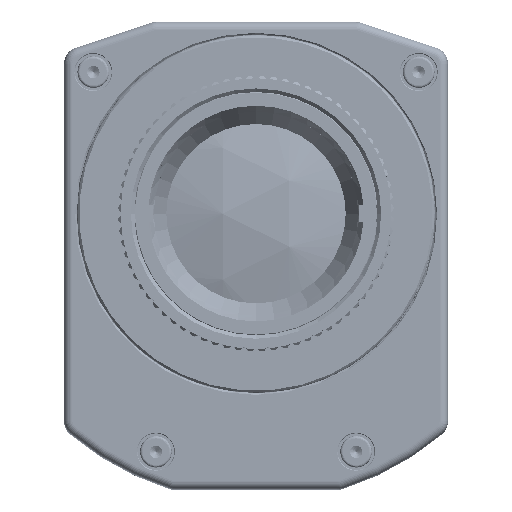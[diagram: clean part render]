
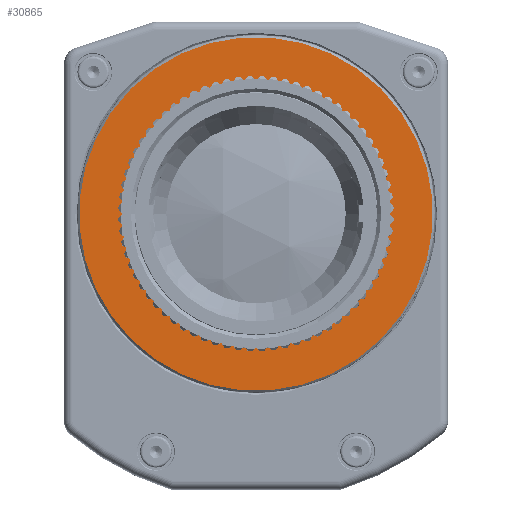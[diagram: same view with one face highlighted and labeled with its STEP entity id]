
A CAD part, top view. The second image highlights one B-rep face of the part: STEP entity #30865.
In plain terms, the highlighted planar face has unit normal (0, 0, 1).
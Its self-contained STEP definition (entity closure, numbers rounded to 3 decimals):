
#7723 = ORIENTED_EDGE ( 'NONE', *, *, #66347, .T. ) ;
#8162 = ORIENTED_EDGE ( 'NONE', *, *, #57556, .F. ) ;
#8719 = EDGE_LOOP ( 'NONE', ( #7723 ) ) ;
#9751 = VERTEX_POINT ( 'NONE', #32994 ) ;
#13511 = VERTEX_POINT ( 'NONE', #36755 ) ;
#20495 = CIRCLE ( 'NONE', #62801, 21.2 ) ;
#25384 = AXIS2_PLACEMENT_3D ( 'NONE', #29906, #29824, #29795 ) ;
#29795 = DIRECTION ( 'NONE',  ( 1., 0., 0. ) ) ;
#29824 = DIRECTION ( 'NONE',  ( 0., 0., 1. ) ) ;
#29906 = CARTESIAN_POINT ( 'NONE',  ( 0., 0., 11.5 ) ) ;
#30865 = ADVANCED_FACE ( 'NONE', ( #65392, #65377 ), #65358, .F. ) ;
#32994 = CARTESIAN_POINT ( 'NONE',  ( 15., 0., 11.5 ) ) ;
#36755 = CARTESIAN_POINT ( 'NONE',  ( -21.2, 0., 11.5 ) ) ;
#37812 = AXIS2_PLACEMENT_3D ( 'NONE', #65295, #65285, #65189 ) ;
#57556 = EDGE_CURVE ( 'NONE', #9751, #9751, #58091, .T. ) ;
#58091 = CIRCLE ( 'NONE', #25384, 15. ) ;
#62124 = EDGE_LOOP ( 'NONE', ( #8162 ) ) ;
#62801 = AXIS2_PLACEMENT_3D ( 'NONE', #73788, #73714, #73705 ) ;
#65189 = DIRECTION ( 'NONE',  ( -1., 0., 0. ) ) ;
#65285 = DIRECTION ( 'NONE',  ( 0., 0., -1. ) ) ;
#65295 = CARTESIAN_POINT ( 'NONE',  ( 0., 21.4, 11.5 ) ) ;
#65358 = PLANE ( 'NONE',  #37812 ) ;
#65377 = FACE_BOUND ( 'NONE', #62124, .T. ) ;
#65392 = FACE_OUTER_BOUND ( 'NONE', #8719, .T. ) ;
#66347 = EDGE_CURVE ( 'NONE', #13511, #13511, #20495, .T. ) ;
#73705 = DIRECTION ( 'NONE',  ( -1., 0., 0. ) ) ;
#73714 = DIRECTION ( 'NONE',  ( 0., 0., 1. ) ) ;
#73788 = CARTESIAN_POINT ( 'NONE',  ( 0., 0., 11.5 ) ) ;
